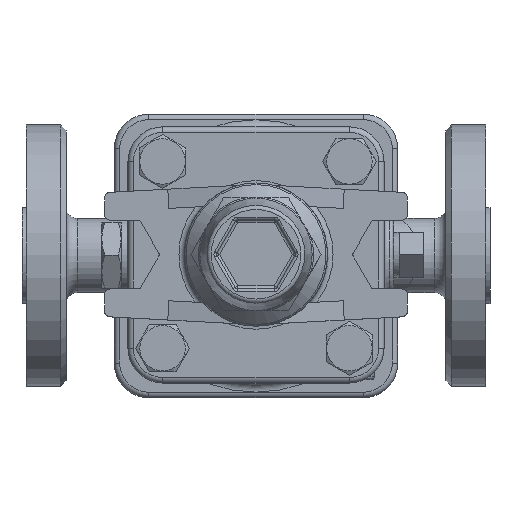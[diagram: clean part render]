
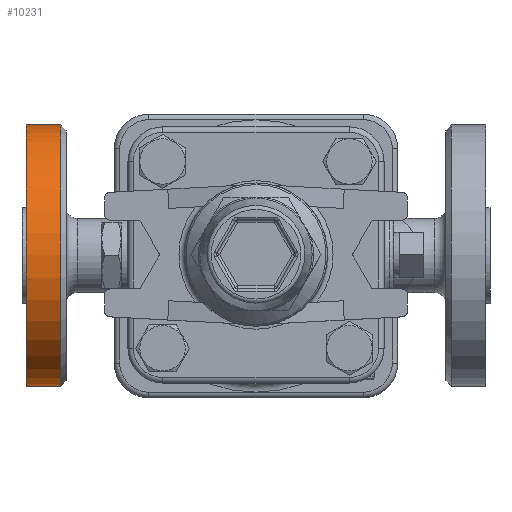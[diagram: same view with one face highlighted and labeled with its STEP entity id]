
A CAD part, top view. The second image highlights one B-rep face of the part: STEP entity #10231.
In plain terms, the highlighted cylindrical face has radius 47.5 mm (diameter 95 mm), a full revolution.
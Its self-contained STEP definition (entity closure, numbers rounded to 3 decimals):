
#1887=FACE_BOUND('',#2991,.T.);
#2045=CYLINDRICAL_SURFACE('',#10989,47.5);
#2264=FACE_OUTER_BOUND('',#2990,.T.);
#2990=EDGE_LOOP('',(#7049));
#2991=EDGE_LOOP('',(#7050));
#3793=CIRCLE('',#10944,47.5);
#3822=CIRCLE('',#10990,47.5);
#4382=VERTEX_POINT('',#15129);
#4418=VERTEX_POINT('',#15764);
#5390=EDGE_CURVE('',#4382,#4382,#3793,.T.);
#5436=EDGE_CURVE('',#4418,#4418,#3822,.T.);
#7049=ORIENTED_EDGE('',*,*,#5390,.T.);
#7050=ORIENTED_EDGE('',*,*,#5436,.F.);
#10231=ADVANCED_FACE('',(#2264,#1887),#2045,.T.);
#10944=AXIS2_PLACEMENT_3D('',#15130,#12238,#12239);
#10989=AXIS2_PLACEMENT_3D('',#15763,#12328,#12329);
#10990=AXIS2_PLACEMENT_3D('',#15765,#12330,#12331);
#12238=DIRECTION('center_axis',(1.,0.,0.));
#12239=DIRECTION('ref_axis',(0.,0.,-1.));
#12328=DIRECTION('center_axis',(1.,0.,0.));
#12329=DIRECTION('ref_axis',(0.,0.,-1.));
#12330=DIRECTION('center_axis',(1.,0.,0.));
#12331=DIRECTION('ref_axis',(0.,0.,-1.));
#15129=CARTESIAN_POINT('',(-83.4,0.,125.5));
#15130=CARTESIAN_POINT('Origin',(-83.4,0.,78.));
#15763=CARTESIAN_POINT('Origin',(-85.,0.,78.));
#15764=CARTESIAN_POINT('',(-71.,0.,125.5));
#15765=CARTESIAN_POINT('Origin',(-71.,0.,78.));
